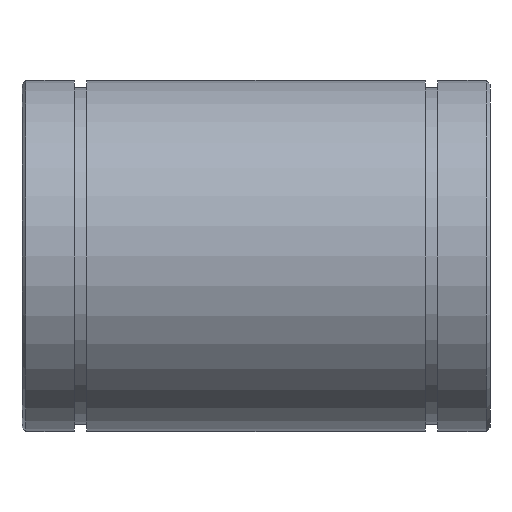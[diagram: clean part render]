
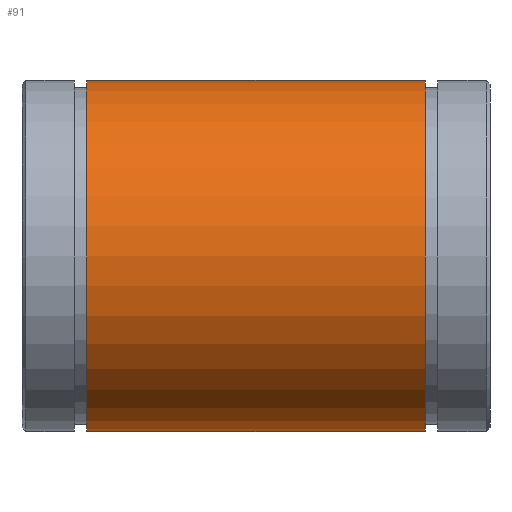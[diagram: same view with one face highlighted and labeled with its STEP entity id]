
A CAD part, front view. The second image highlights one B-rep face of the part: STEP entity #91.
In plain terms, the highlighted cylindrical face has radius 37.5 mm (diameter 75 mm), a full revolution.
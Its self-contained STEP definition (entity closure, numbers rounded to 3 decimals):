
#91 = ADVANCED_FACE( '', ( #188, #189 ), #190, .T. );
#188 = FACE_OUTER_BOUND( '', #290, .T. );
#189 = FACE_OUTER_BOUND( '', #291, .T. );
#190 = CYLINDRICAL_SURFACE( '', #292, 37.5 );
#290 = EDGE_LOOP( '', ( #402 ) );
#291 = EDGE_LOOP( '', ( #403 ) );
#292 = AXIS2_PLACEMENT_3D( '', #404, #405, #406 );
#402 = ORIENTED_EDGE( '', *, *, #497, .F. );
#403 = ORIENTED_EDGE( '', *, *, #492, .T. );
#404 = CARTESIAN_POINT( '', ( 100., 0., 0. ) );
#405 = DIRECTION( '', ( -1., 0., 0. ) );
#406 = DIRECTION( '', ( 0., 0., -1. ) );
#492 = EDGE_CURVE( '', #550, #550, #551, .F. );
#497 = EDGE_CURVE( '', #558, #558, #559, .F. );
#550 = VERTEX_POINT( '', #616 );
#551 = CIRCLE( '', #617, 37.5 );
#558 = VERTEX_POINT( '', #624 );
#559 = CIRCLE( '', #625, 37.5 );
#616 = CARTESIAN_POINT( '', ( 86.15, 0., -37.5 ) );
#617 = AXIS2_PLACEMENT_3D( '', #686, #687, #688 );
#624 = CARTESIAN_POINT( '', ( 13.85, 0., -37.5 ) );
#625 = AXIS2_PLACEMENT_3D( '', #695, #696, #697 );
#686 = CARTESIAN_POINT( '', ( 86.15, 0., 0. ) );
#687 = DIRECTION( '', ( 1., 0., 0. ) );
#688 = DIRECTION( '', ( 0., 0., -1. ) );
#695 = CARTESIAN_POINT( '', ( 13.85, 0., 0. ) );
#696 = DIRECTION( '', ( 1., 0., 0. ) );
#697 = DIRECTION( '', ( 0., 0., -1. ) );
